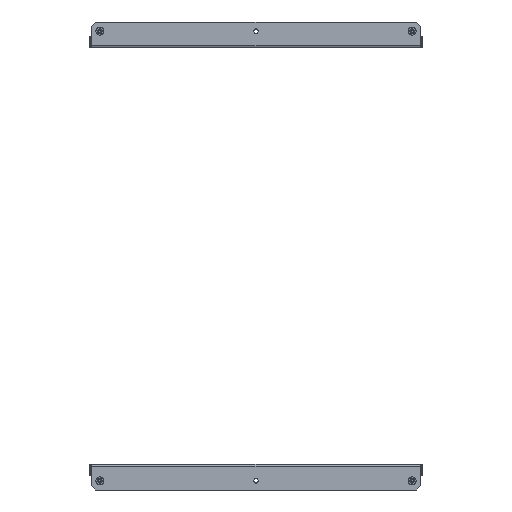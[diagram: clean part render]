
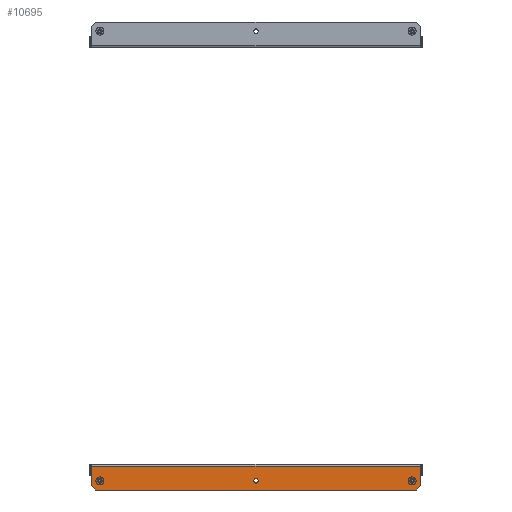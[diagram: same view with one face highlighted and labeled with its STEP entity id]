
A CAD part, left-side view. The second image highlights one B-rep face of the part: STEP entity #10695.
In plain terms, the highlighted planar face has unit normal (-1, 0, 0).
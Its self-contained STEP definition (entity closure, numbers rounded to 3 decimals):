
#80 = DIRECTION ( 'NONE',  ( 0., 0., 1. ) ) ;
#83 = EDGE_CURVE ( 'NONE', #1439, #957, #14746, .T. ) ;
#96 = CARTESIAN_POINT ( 'NONE',  ( -248.5, 192.5, -31. ) ) ;
#357 = EDGE_LOOP ( 'NONE', ( #9322, #26295, #9786, #4357, #14135, #1622 ) ) ;
#817 = EDGE_LOOP ( 'NONE', ( #21570, #19609 ) ) ;
#927 = VERTEX_POINT ( 'NONE', #8522 ) ;
#957 = VERTEX_POINT ( 'NONE', #14289 ) ;
#1404 = CARTESIAN_POINT ( 'NONE',  ( -248.5, 0., -17.25 ) ) ;
#1439 = VERTEX_POINT ( 'NONE', #7517 ) ;
#1530 = VERTEX_POINT ( 'NONE', #23645 ) ;
#1622 = ORIENTED_EDGE ( 'NONE', *, *, #20059, .T. ) ;
#1767 = AXIS2_PLACEMENT_3D ( 'NONE', #20638, #24671, #20764 ) ;
#2233 = EDGE_CURVE ( 'NONE', #8215, #13240, #17656, .T. ) ;
#2402 = AXIS2_PLACEMENT_3D ( 'NONE', #4693, #12748, #20972 ) ;
#2719 = LINE ( 'NONE', #11064, #13076 ) ;
#2899 = VECTOR ( 'NONE', #3396, 1000. ) ;
#3396 = DIRECTION ( 'NONE',  ( 0., 1., 0. ) ) ;
#3474 = EDGE_LOOP ( 'NONE', ( #26411, #22183 ) ) ;
#3512 = LINE ( 'NONE', #13444, #15669 ) ;
#3601 = AXIS2_PLACEMENT_3D ( 'NONE', #7842, #24371, #23842 ) ;
#4357 = ORIENTED_EDGE ( 'NONE', *, *, #11598, .T. ) ;
#4475 = DIRECTION ( 'NONE',  ( 0., -0.707, 0.707 ) ) ;
#4693 = CARTESIAN_POINT ( 'NONE',  ( -248.5, 0., -20. ) ) ;
#5129 = FACE_BOUND ( 'NONE', #6731, .T. ) ;
#5338 = AXIS2_PLACEMENT_3D ( 'NONE', #25429, #13300, #11173 ) ;
#5435 = CIRCLE ( 'NONE', #24752, 2.75 ) ;
#5867 = EDGE_CURVE ( 'NONE', #13240, #8215, #10139, .T. ) ;
#5881 = CARTESIAN_POINT ( 'NONE',  ( -248.5, -197.5, -26. ) ) ;
#6205 = CIRCLE ( 'NONE', #3601, 2.75 ) ;
#6222 = AXIS2_PLACEMENT_3D ( 'NONE', #16648, #25131, #6461 ) ;
#6451 = CARTESIAN_POINT ( 'NONE',  ( -248.5, 197.5, -1.5 ) ) ;
#6461 = DIRECTION ( 'NONE',  ( 0., 0., 1. ) ) ;
#6539 = CARTESIAN_POINT ( 'NONE',  ( -248.5, -187.5, -22.75 ) ) ;
#6731 = EDGE_LOOP ( 'NONE', ( #17284, #18866 ) ) ;
#7023 = PLANE ( 'NONE',  #5338 ) ;
#7517 = CARTESIAN_POINT ( 'NONE',  ( -248.5, 197.5, -26. ) ) ;
#7586 = CARTESIAN_POINT ( 'NONE',  ( -248.5, 197.5, -31. ) ) ;
#7793 = VERTEX_POINT ( 'NONE', #5881 ) ;
#7842 = CARTESIAN_POINT ( 'NONE',  ( -248.5, -187.5, -20. ) ) ;
#8192 = VECTOR ( 'NONE', #16891, 1000. ) ;
#8215 = VERTEX_POINT ( 'NONE', #11688 ) ;
#8360 = DIRECTION ( 'NONE',  ( 0., 0., -1. ) ) ;
#8522 = CARTESIAN_POINT ( 'NONE',  ( -248.5, 187.5, -17.25 ) ) ;
#8995 = DIRECTION ( 'NONE',  ( 0., -0.707, -0.707 ) ) ;
#9322 = ORIENTED_EDGE ( 'NONE', *, *, #83, .F. ) ;
#9600 = CARTESIAN_POINT ( 'NONE',  ( -248.5, -187.5, -20. ) ) ;
#9786 = ORIENTED_EDGE ( 'NONE', *, *, #14538, .F. ) ;
#10139 = CIRCLE ( 'NONE', #2402, 2.75 ) ;
#10305 = DIRECTION ( 'NONE',  ( -1., 0., 0. ) ) ;
#10396 = EDGE_CURVE ( 'NONE', #22468, #1530, #6205, .T. ) ;
#10695 = ADVANCED_FACE ( 'NONE', ( #19103, #5129, #16931, #25154 ), #7023, .T. ) ;
#11064 = CARTESIAN_POINT ( 'NONE',  ( -248.5, -111.75, -111.75 ) ) ;
#11173 = DIRECTION ( 'NONE',  ( 0., 0., 1. ) ) ;
#11212 = VERTEX_POINT ( 'NONE', #19614 ) ;
#11598 = EDGE_CURVE ( 'NONE', #19394, #7793, #2719, .T. ) ;
#11688 = CARTESIAN_POINT ( 'NONE',  ( -248.5, 0., -22.75 ) ) ;
#11718 = DIRECTION ( 'NONE',  ( 0., 1., 0. ) ) ;
#11962 = AXIS2_PLACEMENT_3D ( 'NONE', #9600, #22373, #24125 ) ;
#12637 = VERTEX_POINT ( 'NONE', #17565 ) ;
#12748 = DIRECTION ( 'NONE',  ( -1., 0., 0. ) ) ;
#13076 = VECTOR ( 'NONE', #4475, 1000. ) ;
#13137 = CARTESIAN_POINT ( 'NONE',  ( -248.5, 111.75, -111.75 ) ) ;
#13240 = VERTEX_POINT ( 'NONE', #1404 ) ;
#13300 = DIRECTION ( 'NONE',  ( -1., 0., 0. ) ) ;
#13444 = CARTESIAN_POINT ( 'NONE',  ( -248.5, 0., -2.5 ) ) ;
#13594 = LINE ( 'NONE', #7586, #2899 ) ;
#14135 = ORIENTED_EDGE ( 'NONE', *, *, #14673, .F. ) ;
#14289 = CARTESIAN_POINT ( 'NONE',  ( -248.5, 197.5, -2.5 ) ) ;
#14538 = EDGE_CURVE ( 'NONE', #19394, #18316, #13594, .T. ) ;
#14673 = EDGE_CURVE ( 'NONE', #11212, #7793, #16274, .T. ) ;
#14746 = LINE ( 'NONE', #6451, #8192 ) ;
#15669 = VECTOR ( 'NONE', #11718, 1000. ) ;
#16274 = LINE ( 'NONE', #24509, #23528 ) ;
#16648 = CARTESIAN_POINT ( 'NONE',  ( -248.5, 187.5, -20. ) ) ;
#16721 = EDGE_CURVE ( 'NONE', #1439, #18316, #20829, .T. ) ;
#16891 = DIRECTION ( 'NONE',  ( 0., 0., 1. ) ) ;
#16931 = FACE_BOUND ( 'NONE', #3474, .T. ) ;
#17284 = ORIENTED_EDGE ( 'NONE', *, *, #24887, .T. ) ;
#17565 = CARTESIAN_POINT ( 'NONE',  ( -248.5, 187.5, -22.75 ) ) ;
#17656 = CIRCLE ( 'NONE', #1767, 2.75 ) ;
#18316 = VERTEX_POINT ( 'NONE', #96 ) ;
#18621 = CARTESIAN_POINT ( 'NONE',  ( -248.5, -192.5, -31. ) ) ;
#18866 = ORIENTED_EDGE ( 'NONE', *, *, #10396, .T. ) ;
#19103 = FACE_BOUND ( 'NONE', #817, .T. ) ;
#19146 = EDGE_CURVE ( 'NONE', #12637, #927, #21682, .T. ) ;
#19394 = VERTEX_POINT ( 'NONE', #18621 ) ;
#19609 = ORIENTED_EDGE ( 'NONE', *, *, #2233, .F. ) ;
#19614 = CARTESIAN_POINT ( 'NONE',  ( -248.5, -197.5, -2.5 ) ) ;
#20059 = EDGE_CURVE ( 'NONE', #11212, #957, #3512, .T. ) ;
#20534 = CARTESIAN_POINT ( 'NONE',  ( -248.5, 187.5, -20. ) ) ;
#20554 = CIRCLE ( 'NONE', #11962, 2.75 ) ;
#20638 = CARTESIAN_POINT ( 'NONE',  ( -248.5, 0., -20. ) ) ;
#20764 = DIRECTION ( 'NONE',  ( 0., 0., 1. ) ) ;
#20829 = LINE ( 'NONE', #13137, #26292 ) ;
#20972 = DIRECTION ( 'NONE',  ( 0., 0., 1. ) ) ;
#21570 = ORIENTED_EDGE ( 'NONE', *, *, #5867, .F. ) ;
#21682 = CIRCLE ( 'NONE', #6222, 2.75 ) ;
#22183 = ORIENTED_EDGE ( 'NONE', *, *, #19146, .F. ) ;
#22364 = EDGE_CURVE ( 'NONE', #927, #12637, #5435, .T. ) ;
#22373 = DIRECTION ( 'NONE',  ( 1., 0., 0. ) ) ;
#22468 = VERTEX_POINT ( 'NONE', #6539 ) ;
#23528 = VECTOR ( 'NONE', #8360, 1000. ) ;
#23645 = CARTESIAN_POINT ( 'NONE',  ( -248.5, -187.5, -17.25 ) ) ;
#23842 = DIRECTION ( 'NONE',  ( 0., 0., 1. ) ) ;
#24125 = DIRECTION ( 'NONE',  ( 0., 0., 1. ) ) ;
#24371 = DIRECTION ( 'NONE',  ( 1., 0., 0. ) ) ;
#24509 = CARTESIAN_POINT ( 'NONE',  ( -248.5, -197.5, -31. ) ) ;
#24671 = DIRECTION ( 'NONE',  ( -1., 0., 0. ) ) ;
#24752 = AXIS2_PLACEMENT_3D ( 'NONE', #20534, #10305, #80 ) ;
#24887 = EDGE_CURVE ( 'NONE', #1530, #22468, #20554, .T. ) ;
#25131 = DIRECTION ( 'NONE',  ( -1., 0., 0. ) ) ;
#25154 = FACE_OUTER_BOUND ( 'NONE', #357, .T. ) ;
#25429 = CARTESIAN_POINT ( 'NONE',  ( -248.5, 0., 0. ) ) ;
#26292 = VECTOR ( 'NONE', #8995, 1000. ) ;
#26295 = ORIENTED_EDGE ( 'NONE', *, *, #16721, .T. ) ;
#26411 = ORIENTED_EDGE ( 'NONE', *, *, #22364, .F. ) ;
